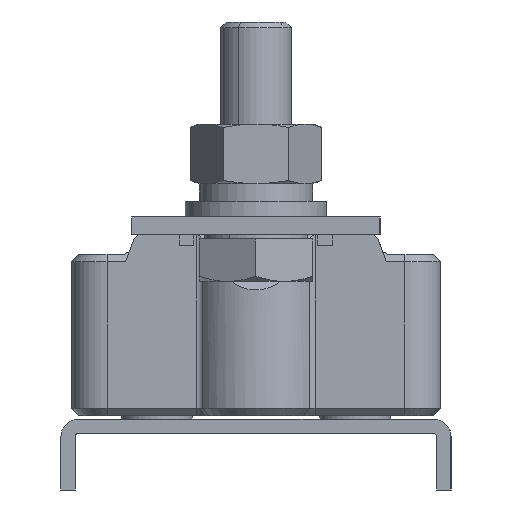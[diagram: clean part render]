
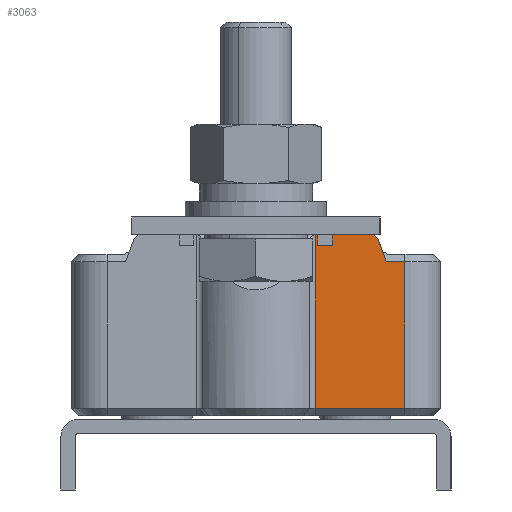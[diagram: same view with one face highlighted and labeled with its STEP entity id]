
A CAD part, front view. The second image highlights one B-rep face of the part: STEP entity #3063.
In plain terms, the highlighted face is planar.
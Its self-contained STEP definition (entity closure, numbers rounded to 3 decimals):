
#369=DIRECTION('',(0.,1.,0.));
#370=VECTOR('',#369,20.7);
#371=CARTESIAN_POINT('',(21.,1.5,17.5));
#372=LINE('',#371,#370);
#882=DIRECTION('',(-1.,0.,0.));
#883=VECTOR('',#882,8.148);
#884=CARTESIAN_POINT('',(16.5,26.,17.5));
#885=LINE('',#884,#883);
#906=DIRECTION('',(0.819,-0.574,0.));
#907=VECTOR('',#906,0.819);
#908=CARTESIAN_POINT('',(16.5,26.,17.5));
#909=LINE('',#908,#907);
#910=DIRECTION('',(0.342,-0.94,0.));
#911=VECTOR('',#910,3.544);
#912=CARTESIAN_POINT('',(17.171,25.53,17.5));
#913=LINE('',#912,#911);
#914=DIRECTION('',(1.,0.,0.));
#915=VECTOR('',#914,2.617);
#916=CARTESIAN_POINT('',(18.383,22.2,17.5));
#917=LINE('',#916,#915);
#918=DIRECTION('',(-1.,0.,0.));
#919=VECTOR('',#918,12.648);
#920=CARTESIAN_POINT('',(21.,1.5,17.5));
#921=LINE('',#920,#919);
#939=DIRECTION('',(0.,-1.,0.));
#940=VECTOR('',#939,24.5);
#941=CARTESIAN_POINT('',(8.352,26.,17.5));
#942=LINE('',#941,#940);
#1448=CARTESIAN_POINT('',(21.,1.5,17.5));
#1449=VERTEX_POINT('',#1448);
#1450=CARTESIAN_POINT('',(21.,22.2,17.5));
#1451=VERTEX_POINT('',#1450);
#1452=CARTESIAN_POINT('',(16.5,26.,17.5));
#1453=CARTESIAN_POINT('',(17.171,25.53,17.5));
#1454=VERTEX_POINT('',#1452);
#1455=VERTEX_POINT('',#1453);
#1456=CARTESIAN_POINT('',(18.383,22.2,17.5));
#1457=VERTEX_POINT('',#1456);
#1458=CARTESIAN_POINT('',(8.352,1.5,17.5));
#1459=VERTEX_POINT('',#1458);
#1460=CARTESIAN_POINT('',(8.352,26.,17.5));
#1461=VERTEX_POINT('',#1460);
#3047=CARTESIAN_POINT('',(-26.,0.,17.5));
#3048=DIRECTION('',(0.,0.,1.));
#3049=DIRECTION('',(1.,0.,0.));
#3050=AXIS2_PLACEMENT_3D('',#3047,#3048,#3049);
#3051=PLANE('',#3050);
#3052=ORIENTED_EDGE('',*,*,#3032,.T.);
#3053=ORIENTED_EDGE('',*,*,#1936,.T.);
#3054=ORIENTED_EDGE('',*,*,#1962,.T.);
#3055=ORIENTED_EDGE('',*,*,#2002,.F.);
#3057=ORIENTED_EDGE('',*,*,#3056,.T.);
#3059=ORIENTED_EDGE('',*,*,#3058,.F.);
#3060=ORIENTED_EDGE('',*,*,#3011,.F.);
#3061=EDGE_LOOP('',(#3052,#3053,#3054,#3055,#3057,#3059,#3060));
#3062=FACE_OUTER_BOUND('',#3061,.F.);
#1936=EDGE_CURVE('',#1455,#1457,#913,.T.);
#1962=EDGE_CURVE('',#1457,#1451,#917,.T.);
#2002=EDGE_CURVE('',#1449,#1451,#372,.T.);
#3011=EDGE_CURVE('',#1454,#1461,#885,.T.);
#3032=EDGE_CURVE('',#1454,#1455,#909,.T.);
#3056=EDGE_CURVE('',#1449,#1459,#921,.T.);
#3058=EDGE_CURVE('',#1461,#1459,#942,.T.);
#3063=ADVANCED_FACE('',(#3062),#3051,.T.);
